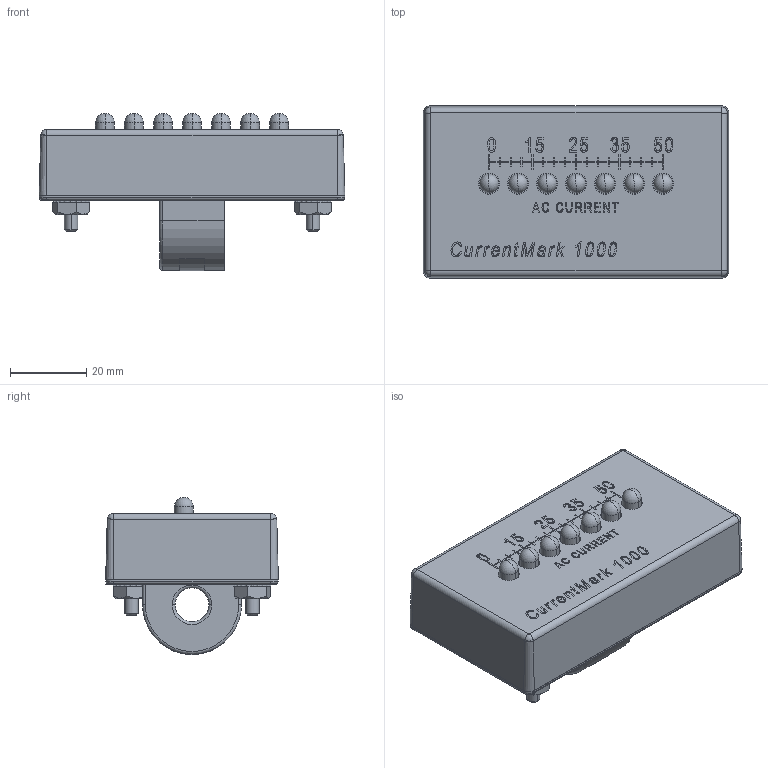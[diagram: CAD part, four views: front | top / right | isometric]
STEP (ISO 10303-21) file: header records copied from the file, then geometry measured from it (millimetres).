
FILE_DESCRIPTION (( 'STEP AP203' ), '1' );
FILE_NAME ('CRM1000-50-Internal.STEP', '2018-07-30T18:58:29', ( '' ), ( '' ), 'SwSTEP 2.0', 'SolidWorks 2018', '' );
FILE_SCHEMA (( 'CONFIG_CONTROL_DESIGN' ));
Length unit declared in the file: inch
Products named in the file (14): Lot-Label_cr8349 rad; M000499-Label-Flat; M000631-LABEL; CR8349-1500_CR8349-1000; M001980-Nut-8-32-Hex-Keps; M001981-Screw, 8-32-.375 Slotted TC_Pan Head; Current Mark - PCB Assy_CM1000 Internal; CRM1000-50-Internal; Round LED; Round LED_Green; CASE-SCREW-ASSY-DESIGN_S001949-50; M002157-Screw-1 x .25 flat head blk; PCB-Display Board; COVER-SCREW-ASSY-DESIGN_M001947-I
Assembly tree (29 placements, depth 3):
  CRM1000-50-Internal
    CASE-SCREW-ASSY-DESIGN_S001949-50
    Current Mark - PCB Assy_CM1000 Internal
      PCB-Display Board
      CR8349-1500_CR8349-1000
      Round LED_Green  x9
      Round LED  x2
    COVER-SCREW-ASSY-DESIGN_M001947-I
    M001981-Screw, 8-32-.375 Slotted TC_Pan Head  x2
    M002157-Screw-1 x .25 flat head blk  x6
    M001980-Nut-8-32-Hex-Keps  x2
    M000499-Label-Flat
    Lot-Label_cr8349 rad
    M000631-LABEL
Bounding box: 80.28 x 45.35 x 41.29 mm (x, y, z)
Volume: 31718.2 mm3; surface area: 37611.3 mm2
Topology: 28 solids, 28 shells, 1958 faces, 5276 edges, 3477 vertices
Faces by surface type: plane 966, bspline 450, cylinder 356, cone 142, torus 44
Entity records: 65026 total; most frequent: CARTESIAN_POINT 29903, ORIENTED_EDGE 7658, DIRECTION 5435, EDGE_CURVE 3829, LINE 2541, VECTOR 2541, VERTEX_POINT 2541, EDGE_LOOP 1564
